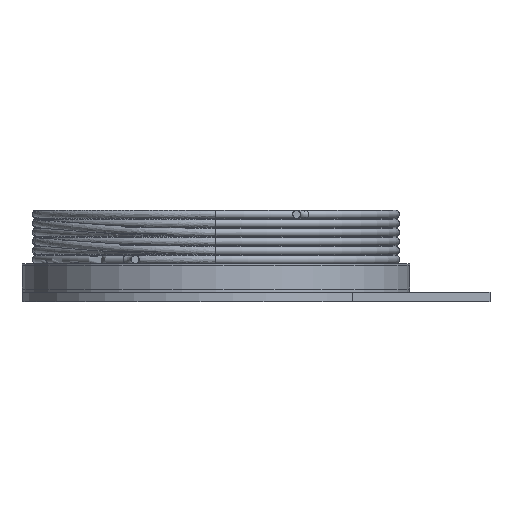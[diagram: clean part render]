
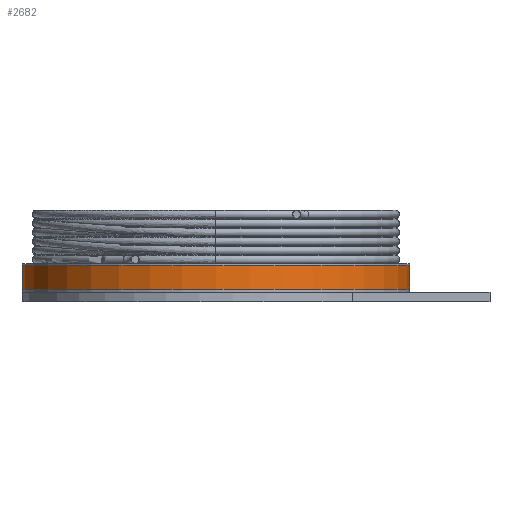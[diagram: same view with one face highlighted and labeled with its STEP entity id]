
A CAD part, front view. The second image highlights one B-rep face of the part: STEP entity #2682.
In plain terms, the highlighted cylindrical face has radius 3 mm (diameter 6 mm), a full revolution.
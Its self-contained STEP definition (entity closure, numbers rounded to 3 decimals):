
#100=CYLINDRICAL_SURFACE('',#2903,3.);
#518=ORIENTED_EDGE('',*,*,#757,.T.);
#519=ORIENTED_EDGE('',*,*,#758,.F.);
#757=EDGE_CURVE('',#984,#984,#1132,.T.);
#758=EDGE_CURVE('',#985,#985,#1133,.T.);
#984=VERTEX_POINT('',#7268);
#985=VERTEX_POINT('',#7270);
#1132=CIRCLE('',#2904,3.);
#1133=CIRCLE('',#2905,3.);
#1376=EDGE_LOOP('',(#518));
#1377=EDGE_LOOP('',(#519));
#1700=FACE_BOUND('',#1376,.T.);
#1701=FACE_BOUND('',#1377,.T.);
#2682=ADVANCED_FACE('',(#1700,#1701),#100,.T.);
#2903=AXIS2_PLACEMENT_3D('',#7266,#3289,#3290);
#2904=AXIS2_PLACEMENT_3D('',#7267,#3291,#3292);
#2905=AXIS2_PLACEMENT_3D('',#7269,#3293,#3294);
#3289=DIRECTION('',(0.,0.,-1.));
#3290=DIRECTION('',(1.,0.,0.));
#3291=DIRECTION('',(0.,0.,-1.));
#3292=DIRECTION('',(1.,0.,0.));
#3293=DIRECTION('',(0.,0.,-1.));
#3294=DIRECTION('',(1.,0.,0.));
#7266=CARTESIAN_POINT('',(0.,0.,-0.39));
#7267=CARTESIAN_POINT('',(0.,0.,-0.03));
#7268=CARTESIAN_POINT('',(3.,0.,-0.03));
#7269=CARTESIAN_POINT('',(0.,0.,-0.39));
#7270=CARTESIAN_POINT('',(3.,0.,-0.39));
